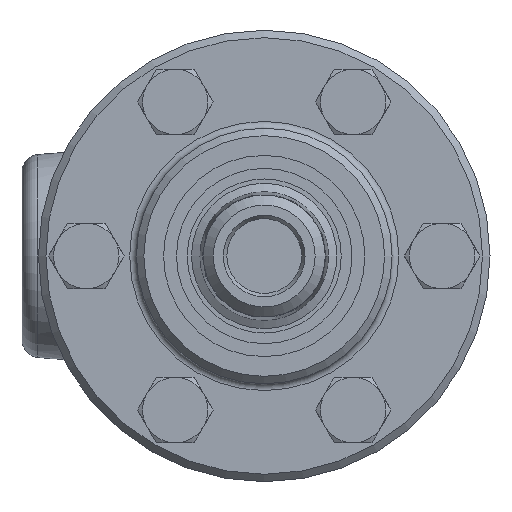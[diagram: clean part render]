
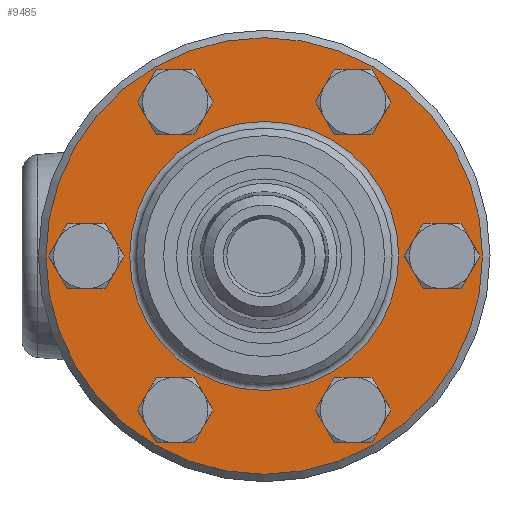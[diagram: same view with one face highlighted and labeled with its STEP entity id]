
A CAD part, left-side view. The second image highlights one B-rep face of the part: STEP entity #9485.
In plain terms, the highlighted planar face has unit normal (-1, 0, 0).
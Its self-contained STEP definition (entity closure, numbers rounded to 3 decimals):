
#870=FACE_BOUND('',#2118,.T.);
#871=FACE_BOUND('',#2119,.T.);
#872=FACE_BOUND('',#2120,.T.);
#873=FACE_BOUND('',#2121,.T.);
#874=FACE_BOUND('',#2122,.T.);
#875=FACE_BOUND('',#2123,.T.);
#876=FACE_BOUND('',#2124,.T.);
#1031=PLANE('',#10222);
#1542=FACE_OUTER_BOUND('',#2117,.T.);
#2117=EDGE_LOOP('',(#8315));
#2118=EDGE_LOOP('',(#8316,#8317));
#2119=EDGE_LOOP('',(#8318,#8319));
#2120=EDGE_LOOP('',(#8320,#8321));
#2121=EDGE_LOOP('',(#8322,#8323));
#2122=EDGE_LOOP('',(#8324,#8325));
#2123=EDGE_LOOP('',(#8326,#8327));
#2124=EDGE_LOOP('',(#8328,#8329));
#3268=CIRCLE('',#9916,5.001);
#3269=CIRCLE('',#9917,5.001);
#3281=CIRCLE('',#9946,5.001);
#3282=CIRCLE('',#9947,5.001);
#3294=CIRCLE('',#9976,5.001);
#3295=CIRCLE('',#9977,5.001);
#3326=CIRCLE('',#10022,37.084);
#3343=CIRCLE('',#10047,22.86);
#3344=CIRCLE('',#10048,22.86);
#3424=CIRCLE('',#10167,5.001);
#3425=CIRCLE('',#10168,5.001);
#3435=CIRCLE('',#10195,5.001);
#3436=CIRCLE('',#10196,5.001);
#3446=CIRCLE('',#10223,5.001);
#3447=CIRCLE('',#10224,5.001);
#4095=VERTEX_POINT('',#62370);
#4096=VERTEX_POINT('',#62371);
#4120=VERTEX_POINT('',#62475);
#4121=VERTEX_POINT('',#62476);
#4145=VERTEX_POINT('',#62580);
#4146=VERTEX_POINT('',#62581);
#4178=VERTEX_POINT('',#62669);
#4191=VERTEX_POINT('',#62710);
#4192=VERTEX_POINT('',#62712);
#4285=VERTEX_POINT('',#64123);
#4286=VERTEX_POINT('',#64124);
#4308=VERTEX_POINT('',#64224);
#4309=VERTEX_POINT('',#64225);
#4331=VERTEX_POINT('',#64325);
#4332=VERTEX_POINT('',#64326);
#5308=EDGE_CURVE('',#4095,#4096,#3268,.T.);
#5309=EDGE_CURVE('',#4096,#4095,#3269,.T.);
#5347=EDGE_CURVE('',#4120,#4121,#3281,.T.);
#5348=EDGE_CURVE('',#4121,#4120,#3282,.T.);
#5386=EDGE_CURVE('',#4145,#4146,#3294,.T.);
#5387=EDGE_CURVE('',#4146,#4145,#3295,.T.);
#5429=EDGE_CURVE('',#4178,#4178,#3326,.T.);
#5449=EDGE_CURVE('',#4191,#4192,#3343,.T.);
#5450=EDGE_CURVE('',#4192,#4191,#3344,.T.);
#5593=EDGE_CURVE('',#4285,#4286,#3424,.T.);
#5594=EDGE_CURVE('',#4286,#4285,#3425,.T.);
#5630=EDGE_CURVE('',#4308,#4309,#3435,.T.);
#5631=EDGE_CURVE('',#4309,#4308,#3436,.T.);
#5667=EDGE_CURVE('',#4331,#4332,#3446,.T.);
#5668=EDGE_CURVE('',#4332,#4331,#3447,.T.);
#8315=ORIENTED_EDGE('',*,*,#5429,.F.);
#8316=ORIENTED_EDGE('',*,*,#5308,.T.);
#8317=ORIENTED_EDGE('',*,*,#5309,.T.);
#8318=ORIENTED_EDGE('',*,*,#5347,.T.);
#8319=ORIENTED_EDGE('',*,*,#5348,.T.);
#8320=ORIENTED_EDGE('',*,*,#5386,.T.);
#8321=ORIENTED_EDGE('',*,*,#5387,.T.);
#8322=ORIENTED_EDGE('',*,*,#5450,.F.);
#8323=ORIENTED_EDGE('',*,*,#5449,.F.);
#8324=ORIENTED_EDGE('',*,*,#5593,.T.);
#8325=ORIENTED_EDGE('',*,*,#5594,.T.);
#8326=ORIENTED_EDGE('',*,*,#5630,.T.);
#8327=ORIENTED_EDGE('',*,*,#5631,.T.);
#8328=ORIENTED_EDGE('',*,*,#5667,.T.);
#8329=ORIENTED_EDGE('',*,*,#5668,.T.);
#9485=ADVANCED_FACE('',(#1542,#870,#871,#872,#873,#874,#875,#876),#1031,
 .T.);
#9916=AXIS2_PLACEMENT_3D('',#62372,#11410,#11411);
#9917=AXIS2_PLACEMENT_3D('',#62373,#11412,#11413);
#9946=AXIS2_PLACEMENT_3D('',#62477,#11484,#11485);
#9947=AXIS2_PLACEMENT_3D('',#62478,#11486,#11487);
#9976=AXIS2_PLACEMENT_3D('',#62582,#11558,#11559);
#9977=AXIS2_PLACEMENT_3D('',#62583,#11560,#11561);
#10022=AXIS2_PLACEMENT_3D('',#62671,#11661,#11662);
#10047=AXIS2_PLACEMENT_3D('',#62713,#11714,#11715);
#10048=AXIS2_PLACEMENT_3D('',#62714,#11716,#11717);
#10167=AXIS2_PLACEMENT_3D('',#64125,#11970,#11971);
#10168=AXIS2_PLACEMENT_3D('',#64126,#11972,#11973);
#10195=AXIS2_PLACEMENT_3D('',#64226,#12040,#12041);
#10196=AXIS2_PLACEMENT_3D('',#64227,#12042,#12043);
#10222=AXIS2_PLACEMENT_3D('',#64324,#12108,#12109);
#10223=AXIS2_PLACEMENT_3D('',#64327,#12110,#12111);
#10224=AXIS2_PLACEMENT_3D('',#64328,#12112,#12113);
#11410=DIRECTION('center_axis',(1.,0.,0.));
#11411=DIRECTION('ref_axis',(0.,-1.,0.));
#11412=DIRECTION('center_axis',(1.,0.,0.));
#11413=DIRECTION('ref_axis',(0.,-1.,0.));
#11484=DIRECTION('center_axis',(1.,0.,0.));
#11485=DIRECTION('ref_axis',(0.,-1.,0.));
#11486=DIRECTION('center_axis',(1.,0.,0.));
#11487=DIRECTION('ref_axis',(0.,-1.,0.));
#11558=DIRECTION('center_axis',(1.,0.,0.));
#11559=DIRECTION('ref_axis',(0.,-1.,0.));
#11560=DIRECTION('center_axis',(1.,0.,0.));
#11561=DIRECTION('ref_axis',(0.,-1.,0.));
#11661=DIRECTION('center_axis',(1.,0.,0.));
#11662=DIRECTION('ref_axis',(0.,-1.,0.));
#11714=DIRECTION('center_axis',(-1.,0.,0.));
#11715=DIRECTION('ref_axis',(0.,-1.,0.));
#11716=DIRECTION('center_axis',(-1.,0.,0.));
#11717=DIRECTION('ref_axis',(0.,-1.,0.));
#11970=DIRECTION('center_axis',(1.,0.,0.));
#11971=DIRECTION('ref_axis',(0.,-1.,0.));
#11972=DIRECTION('center_axis',(1.,0.,0.));
#11973=DIRECTION('ref_axis',(0.,-1.,0.));
#12040=DIRECTION('center_axis',(1.,0.,0.));
#12041=DIRECTION('ref_axis',(0.,-1.,0.));
#12042=DIRECTION('center_axis',(1.,0.,0.));
#12043=DIRECTION('ref_axis',(0.,-1.,0.));
#12108=DIRECTION('center_axis',(-1.,0.,0.));
#12109=DIRECTION('ref_axis',(0.,0.,
1.));
#12110=DIRECTION('center_axis',(1.,0.,0.));
#12111=DIRECTION('ref_axis',(0.,-1.,0.));
#12112=DIRECTION('center_axis',(1.,0.,0.));
#12113=DIRECTION('ref_axis',(0.,-1.,0.));
#62370=CARTESIAN_POINT('',(-23.368,10.112,-26.176));
#62371=CARTESIAN_POINT('',(-23.368,20.114,-26.176));
#62372=CARTESIAN_POINT('Origin',(-23.368,15.113,-26.176));
#62373=CARTESIAN_POINT('Origin',(-23.368,15.113,-26.176));
#62475=CARTESIAN_POINT('',(-23.368,-20.114,26.176));
#62476=CARTESIAN_POINT('',(-23.368,-10.112,26.176));
#62477=CARTESIAN_POINT('Origin',(-23.368,-15.113,26.176));
#62478=CARTESIAN_POINT('Origin',(-23.368,-15.113,26.176));
#62580=CARTESIAN_POINT('',(-23.368,-20.114,-26.176));
#62581=CARTESIAN_POINT('',(-23.368,-10.112,-26.176));
#62582=CARTESIAN_POINT('Origin',(-23.368,-15.113,-26.176));
#62583=CARTESIAN_POINT('Origin',(-23.368,-15.113,-26.176));
#62669=CARTESIAN_POINT('',(-23.368,37.084,0.));
#62671=CARTESIAN_POINT('Origin',(-23.368,0.,0.));
#62710=CARTESIAN_POINT('',(-23.368,0.,-22.86));
#62712=CARTESIAN_POINT('',(-23.368,22.86,0.));
#62713=CARTESIAN_POINT('Origin',(-23.368,0.,0.));
#62714=CARTESIAN_POINT('Origin',(-23.368,0.,0.));
#64123=CARTESIAN_POINT('',(-23.368,-35.227,0.));
#64124=CARTESIAN_POINT('',(-23.368,-25.225,0.));
#64125=CARTESIAN_POINT('Origin',(-23.368,-30.226,0.));
#64126=CARTESIAN_POINT('Origin',(-23.368,-30.226,0.));
#64224=CARTESIAN_POINT('',(-23.368,10.112,26.176));
#64225=CARTESIAN_POINT('',(-23.368,20.114,26.176));
#64226=CARTESIAN_POINT('Origin',(-23.368,15.113,26.176));
#64227=CARTESIAN_POINT('Origin',(-23.368,15.113,26.176));
#64324=CARTESIAN_POINT('Origin',(-23.368,30.036,0.));
#64325=CARTESIAN_POINT('',(-23.368,25.225,0.));
#64326=CARTESIAN_POINT('',(-23.368,35.227,0.));
#64327=CARTESIAN_POINT('Origin',(-23.368,30.226,0.));
#64328=CARTESIAN_POINT('Origin',(-23.368,30.226,0.));
